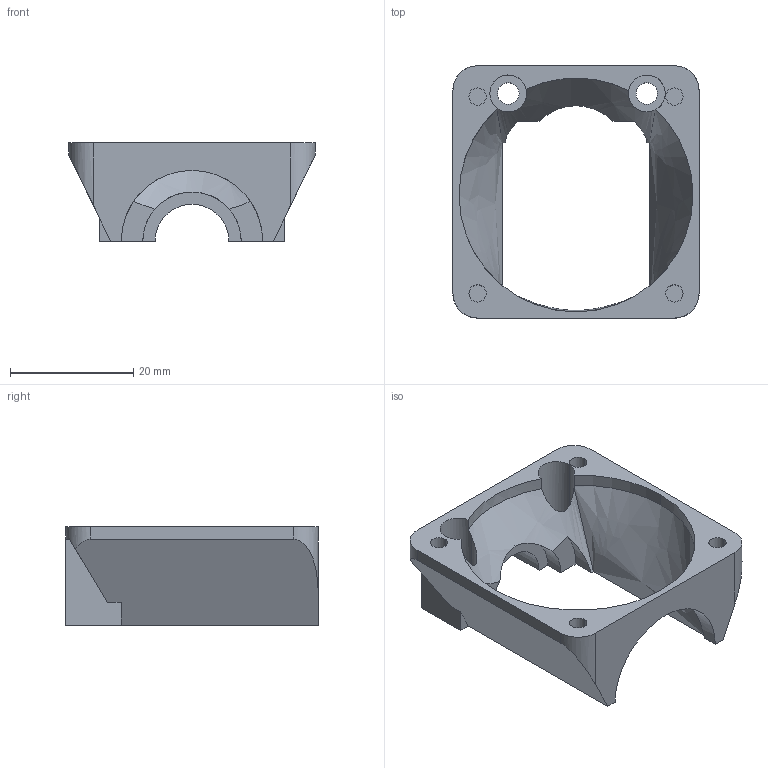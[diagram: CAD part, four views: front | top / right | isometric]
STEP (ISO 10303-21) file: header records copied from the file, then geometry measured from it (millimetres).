
FILE_DESCRIPTION (( 'STEP AP214' ), '1' );
FILE_NAME ('V6_ad_2_up.STEP', '2025-03-05T01:03:29', ( '' ), ( '' ), 'SwSTEP 2.0', 'SolidWorks 2024', '' );
FILE_SCHEMA (( 'AUTOMOTIVE_DESIGN' ));
Length unit declared in the file: millimetre
Products named in the file (1): V6_ad_2_up
Bounding box: 40 x 41 x 16 mm (x, y, z)
Volume: 5617.3 mm3; surface area: 5415.7 mm2
Topology: 1 solids, 1 shells, 61 faces, 168 edges, 112 vertices
Faces by surface type: cylinder 31, plane 26, bspline 4
Entity records: 2281 total; most frequent: CARTESIAN_POINT 686, ORIENTED_EDGE 336, DIRECTION 322, EDGE_CURVE 168, AXIS2_PLACEMENT_3D 116, VERTEX_POINT 112, VECTOR 90, LINE 90
